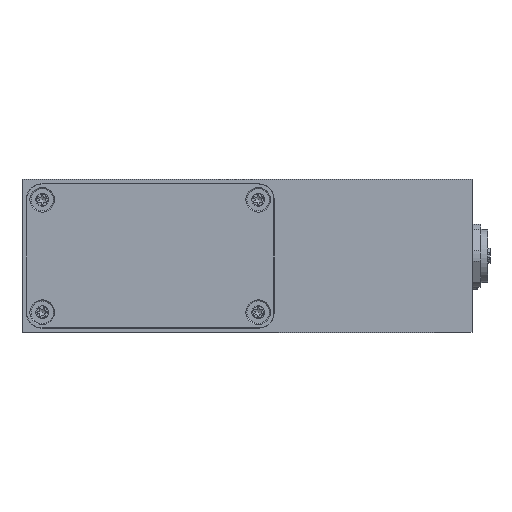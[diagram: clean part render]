
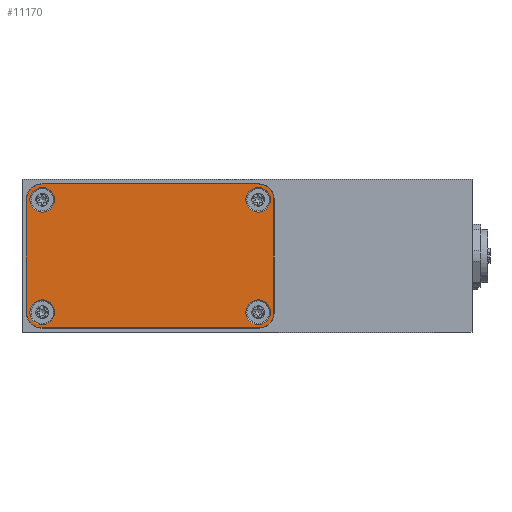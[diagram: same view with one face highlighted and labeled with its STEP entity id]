
A CAD part, front view. The second image highlights one B-rep face of the part: STEP entity #11170.
In plain terms, the highlighted planar face has unit normal (0, -1, 0).
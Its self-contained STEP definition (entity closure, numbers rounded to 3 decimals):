
#468=FACE_BOUND($,#3546,.T.);
#469=FACE_BOUND($,#3547,.T.);
#470=FACE_BOUND($,#3548,.T.);
#471=FACE_BOUND($,#3549,.T.);
#1023=LINE($,#19563,#1771);
#1030=LINE($,#19583,#1778);
#1034=LINE($,#19595,#1782);
#1038=LINE($,#19607,#1786);
#1771=VECTOR($,#14255,48.);
#1778=VECTOR($,#14272,25.);
#1782=VECTOR($,#14284,48.);
#1786=VECTOR($,#14296,25.);
#2772=FACE_OUTER_BOUND($,#3545,.T.);
#3545=EDGE_LOOP($,(#8924,#8925,#8926,#8927,#8928,#8929,#8930,#8931));
#3546=EDGE_LOOP($,(#8932));
#3547=EDGE_LOOP($,(#8933));
#3548=EDGE_LOOP($,(#8934));
#3549=EDGE_LOOP($,(#8935));
#4294=CIRCLE($,#12075,2.75);
#4297=CIRCLE($,#12080,2.75);
#4300=CIRCLE($,#12085,2.75);
#4303=CIRCLE($,#12090,2.75);
#4307=CIRCLE($,#12097,3.5);
#4310=CIRCLE($,#12102,3.5);
#4312=CIRCLE($,#12106,3.5);
#4313=CIRCLE($,#12109,3.5);
#5180=VERTEX_POINT($,#19529);
#5183=VERTEX_POINT($,#19537);
#5186=VERTEX_POINT($,#19545);
#5189=VERTEX_POINT($,#19553);
#5192=VERTEX_POINT($,#19561);
#5193=VERTEX_POINT($,#19562);
#5198=VERTEX_POINT($,#19574);
#5201=VERTEX_POINT($,#19582);
#5203=VERTEX_POINT($,#19588);
#5205=VERTEX_POINT($,#19594);
#5207=VERTEX_POINT($,#19600);
#5209=VERTEX_POINT($,#19606);
#6541=EDGE_CURVE($,#5180,#5180,#4294,.T.);
#6544=EDGE_CURVE($,#5183,#5183,#4297,.T.);
#6547=EDGE_CURVE($,#5186,#5186,#4300,.T.);
#6550=EDGE_CURVE($,#5189,#5189,#4303,.T.);
#6553=EDGE_CURVE($,#5192,#5193,#1023,.T.);
#6559=EDGE_CURVE($,#5193,#5198,#4307,.T.);
#6563=EDGE_CURVE($,#5198,#5201,#1030,.T.);
#6566=EDGE_CURVE($,#5201,#5203,#4310,.T.);
#6569=EDGE_CURVE($,#5203,#5205,#1034,.T.);
#6572=EDGE_CURVE($,#5205,#5207,#4312,.T.);
#6575=EDGE_CURVE($,#5207,#5209,#1038,.T.);
#6577=EDGE_CURVE($,#5209,#5192,#4313,.T.);
#8924=ORIENTED_EDGE($,*,*,#6553,.F.);
#8925=ORIENTED_EDGE($,*,*,#6577,.F.);
#8926=ORIENTED_EDGE($,*,*,#6575,.F.);
#8927=ORIENTED_EDGE($,*,*,#6572,.F.);
#8928=ORIENTED_EDGE($,*,*,#6569,.F.);
#8929=ORIENTED_EDGE($,*,*,#6566,.F.);
#8930=ORIENTED_EDGE($,*,*,#6563,.F.);
#8931=ORIENTED_EDGE($,*,*,#6559,.F.);
#8932=ORIENTED_EDGE($,*,*,#6541,.T.);
#8933=ORIENTED_EDGE($,*,*,#6544,.T.);
#8934=ORIENTED_EDGE($,*,*,#6547,.T.);
#8935=ORIENTED_EDGE($,*,*,#6550,.T.);
#10661=PLANE($,#12108);
#11170=ADVANCED_FACE($,(#2772,#468,#469,#470,#471),#10661,.T.);
#12075=AXIS2_PLACEMENT_3D($,#19530,#14215,#14216);
#12080=AXIS2_PLACEMENT_3D($,#19538,#14225,#14226);
#12085=AXIS2_PLACEMENT_3D($,#19546,#14235,#14236);
#12090=AXIS2_PLACEMENT_3D($,#19554,#14245,#14246);
#12097=AXIS2_PLACEMENT_3D($,#19575,#14264,#14265);
#12102=AXIS2_PLACEMENT_3D($,#19589,#14278,#14279);
#12106=AXIS2_PLACEMENT_3D($,#19601,#14290,#14291);
#12108=AXIS2_PLACEMENT_3D($,#19609,#14298,#14299);
#12109=AXIS2_PLACEMENT_3D($,#19610,#14300,#14301);
#14215=DIRECTION('center_axis',(0.,1.,0.));
#14216=DIRECTION('ref_axis',(1.,0.,0.));
#14225=DIRECTION('center_axis',(0.,1.,0.));
#14226=DIRECTION('ref_axis',(1.,0.,0.));
#14235=DIRECTION('center_axis',(0.,1.,0.));
#14236=DIRECTION('ref_axis',(1.,0.,0.));
#14245=DIRECTION('center_axis',(0.,1.,0.));
#14246=DIRECTION('ref_axis',(1.,0.,0.));
#14255=DIRECTION($,(1.,0.,0.));
#14264=DIRECTION('center_axis',(0.,1.,0.));
#14265=DIRECTION('ref_axis',(-1.,0.,0.));
#14272=DIRECTION($,(0.,0.,-1.));
#14278=DIRECTION('center_axis',(0.,1.,0.));
#14279=DIRECTION('ref_axis',(0.,0.,1.));
#14284=DIRECTION($,(-1.,0.,0.));
#14290=DIRECTION('center_axis',(0.,1.,0.));
#14291=DIRECTION('ref_axis',(1.,0.,0.));
#14296=DIRECTION($,(0.,0.,1.));
#14298=DIRECTION('center_axis',(0.,-1.,0.));
#14299=DIRECTION('ref_axis',(1.,0.,0.));
#14300=DIRECTION('center_axis',(0.,1.,0.));
#14301=DIRECTION('ref_axis',(0.,0.,-1.));
#19529=CARTESIAN_POINT('',(5.25,-174.9,4.5));
#19530=CARTESIAN_POINT('Origin',(2.5,-174.9,4.5));
#19537=CARTESIAN_POINT('',(-42.75,-174.9,29.5));
#19538=CARTESIAN_POINT('Origin',(-45.5,-174.9,29.5));
#19545=CARTESIAN_POINT('',(-42.75,-174.9,4.5));
#19546=CARTESIAN_POINT('Origin',(-45.5,-174.9,4.5));
#19553=CARTESIAN_POINT('',(5.25,-174.9,29.5));
#19554=CARTESIAN_POINT('Origin',(2.5,-174.9,29.5));
#19561=CARTESIAN_POINT('',(-45.5,-174.9,33.));
#19562=CARTESIAN_POINT('',(2.5,-174.9,33.));
#19563=CARTESIAN_POINT($,(-45.5,-174.9,33.));
#19574=CARTESIAN_POINT('',(6.,-174.9,29.5));
#19575=CARTESIAN_POINT('Origin',(2.5,-174.9,29.5));
#19582=CARTESIAN_POINT('',(6.,-174.9,4.5));
#19583=CARTESIAN_POINT($,(6.,-174.9,29.5));
#19588=CARTESIAN_POINT('',(2.5,-174.9,1.));
#19589=CARTESIAN_POINT('Origin',(2.5,-174.9,4.5));
#19594=CARTESIAN_POINT('',(-45.5,-174.9,1.));
#19595=CARTESIAN_POINT($,(2.5,-174.9,1.));
#19600=CARTESIAN_POINT('',(-49.,-174.9,4.5));
#19601=CARTESIAN_POINT('Origin',(-45.5,-174.9,4.5));
#19606=CARTESIAN_POINT('',(-49.,-174.9,29.5));
#19607=CARTESIAN_POINT($,(-49.,-174.9,4.5));
#19609=CARTESIAN_POINT('Origin',(-21.5,-174.9,17.));
#19610=CARTESIAN_POINT('Origin',(-45.5,-174.9,29.5));
